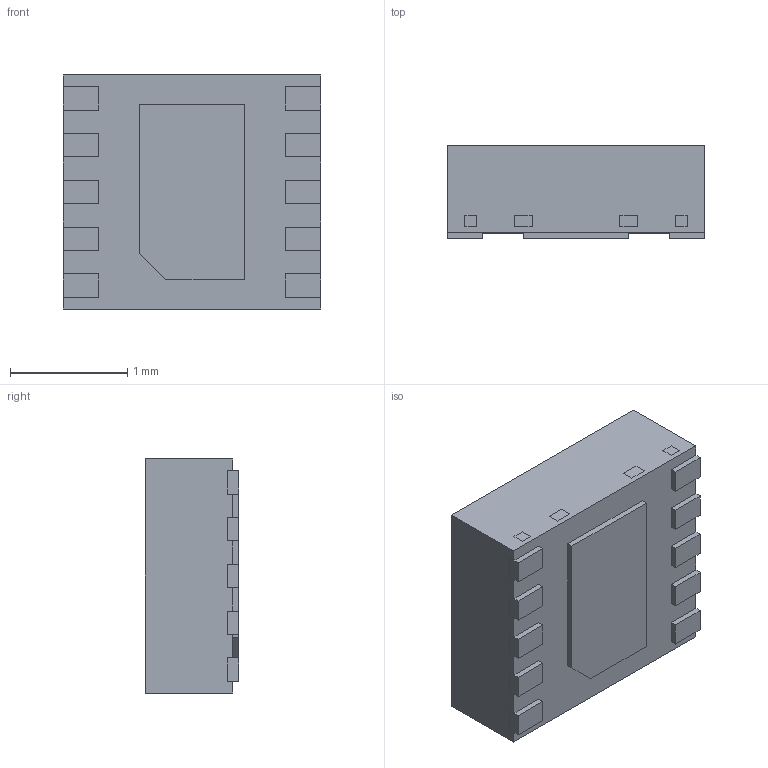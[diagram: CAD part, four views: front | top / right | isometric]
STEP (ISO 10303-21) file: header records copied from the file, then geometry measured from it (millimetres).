
FILE_DESCRIPTION (( 'STEP AP214' ), '1' );
FILE_NAME ('BQ25185DLHR.STEP', '2025-03-26T23:41:07', ( '' ), ( '' ), 'SwSTEP 2.0', 'SolidWorks 2021', '' );
FILE_SCHEMA (( 'AUTOMOTIVE_DESIGN' ));
Length unit declared in the file: millimetre
Products named in the file (1): BQ25185DLHR
Bounding box: 2.2 x 0.8 x 2 mm (x, y, z)
Volume: 3.4 mm3; surface area: 27.5 mm2
Topology: 17 solids, 17 shells, 186 faces, 478 edges, 304 vertices
Faces by surface type: plane 182, cylinder 4
Entity records: 5720 total; most frequent: CARTESIAN_POINT 969, ORIENTED_EDGE 956, DIRECTION 860, EDGE_CURVE 478, VECTOR 470, LINE 470, VERTEX_POINT 304, EDGE_LOOP 196
